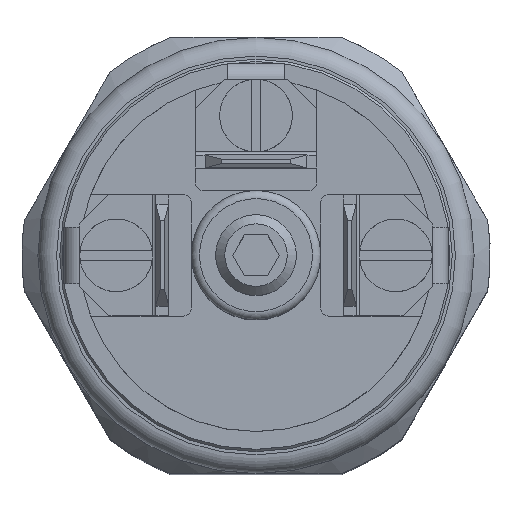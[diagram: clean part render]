
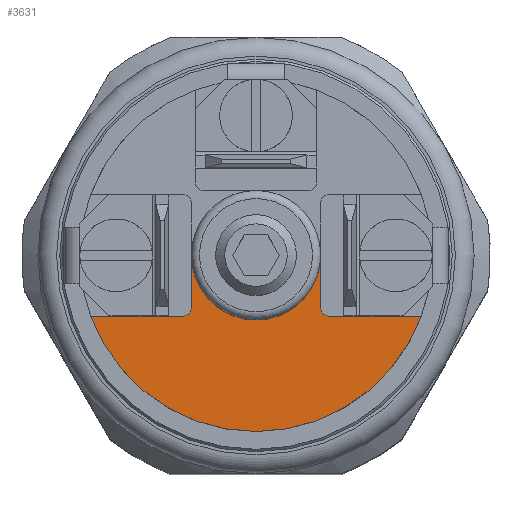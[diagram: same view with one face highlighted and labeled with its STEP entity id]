
A CAD part, top view. The second image highlights one B-rep face of the part: STEP entity #3631.
In plain terms, the highlighted planar face has unit normal (0, 0, 1).
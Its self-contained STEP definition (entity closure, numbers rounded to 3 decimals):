
#181=LINE('',#5998,#472);
#182=LINE('',#6000,#473);
#183=LINE('',#6004,#474);
#184=LINE('',#6008,#475);
#472=VECTOR('',#4552,3.255);
#473=VECTOR('',#4553,3.255);
#474=VECTOR('',#4556,5.733);
#475=VECTOR('',#4559,5.733);
#896=FACE_OUTER_BOUND('',#1156,.T.);
#1156=EDGE_LOOP('',(#2689,#2690,#2691,#2692,#2693,#2694,#2695,#2696));
#1405=CIRCLE('',#3931,4.);
#1413=CIRCLE('',#3950,0.5);
#1414=CIRCLE('',#3951,10.9);
#1415=CIRCLE('',#3952,0.5);
#1599=VERTEX_POINT('',#5934);
#1601=VERTEX_POINT('',#5937);
#1621=VERTEX_POINT('',#5997);
#1622=VERTEX_POINT('',#5999);
#1623=VERTEX_POINT('',#6001);
#1624=VERTEX_POINT('',#6003);
#1625=VERTEX_POINT('',#6005);
#1626=VERTEX_POINT('',#6007);
#1984=EDGE_CURVE('',#1601,#1599,#1405,.T.);
#2012=EDGE_CURVE('',#1599,#1621,#181,.T.);
#2013=EDGE_CURVE('',#1622,#1601,#182,.T.);
#2014=EDGE_CURVE('',#1623,#1622,#1413,.T.);
#2015=EDGE_CURVE('',#1624,#1623,#183,.T.);
#2016=EDGE_CURVE('',#1624,#1625,#1414,.T.);
#2017=EDGE_CURVE('',#1626,#1625,#184,.T.);
#2018=EDGE_CURVE('',#1621,#1626,#1415,.T.);
#2689=ORIENTED_EDGE('',*,*,#2012,.F.);
#2690=ORIENTED_EDGE('',*,*,#1984,.F.);
#2691=ORIENTED_EDGE('',*,*,#2013,.F.);
#2692=ORIENTED_EDGE('',*,*,#2014,.F.);
#2693=ORIENTED_EDGE('',*,*,#2015,.F.);
#2694=ORIENTED_EDGE('',*,*,#2016,.T.);
#2695=ORIENTED_EDGE('',*,*,#2017,.F.);
#2696=ORIENTED_EDGE('',*,*,#2018,.F.);
#3371=PLANE('',#3949);
#3631=ADVANCED_FACE('',(#896),#3371,.T.);
#3931=AXIS2_PLACEMENT_3D('',#5939,#4494,#4495);
#3949=AXIS2_PLACEMENT_3D('',#5996,#4550,#4551);
#3950=AXIS2_PLACEMENT_3D('',#6002,#4554,#4555);
#3951=AXIS2_PLACEMENT_3D('',#6006,#4557,#4558);
#3952=AXIS2_PLACEMENT_3D('',#6009,#4560,#4561);
#4494=DIRECTION('center_axis',(0.,0.,1.));
#4495=DIRECTION('ref_axis',(1.,0.,0.));
#4550=DIRECTION('center_axis',(0.,0.,1.));
#4551=DIRECTION('ref_axis',(1.,0.,0.));
#4552=DIRECTION('',(0.,-1.,0.));
#4553=DIRECTION('',(0.,1.,0.));
#4554=DIRECTION('center_axis',(0.,0.,1.));
#4555=DIRECTION('ref_axis',(1.,0.,0.));
#4556=DIRECTION('',(1.,0.,0.));
#4557=DIRECTION('center_axis',(0.,0.,1.));
#4558=DIRECTION('ref_axis',(1.,0.,0.));
#4559=DIRECTION('',(1.,0.,0.));
#4560=DIRECTION('center_axis',(0.,0.,1.));
#4561=DIRECTION('ref_axis',(1.,0.,0.));
#5934=CARTESIAN_POINT('',(4.,0.,41.));
#5937=CARTESIAN_POINT('',(-4.,0.,41.));
#5939=CARTESIAN_POINT('Origin',(0.,0.,41.));
#5996=CARTESIAN_POINT('Origin',(4.,0.,41.));
#5997=CARTESIAN_POINT('',(4.,-3.255,41.));
#5998=CARTESIAN_POINT('',(4.,-3.255,41.));
#5999=CARTESIAN_POINT('',(-4.,-3.255,41.));
#6000=CARTESIAN_POINT('',(-4.,0.,41.));
#6001=CARTESIAN_POINT('',(-4.5,-3.755,41.));
#6002=CARTESIAN_POINT('Origin',(-4.5,-3.255,41.));
#6003=CARTESIAN_POINT('',(-10.233,-3.755,41.));
#6004=CARTESIAN_POINT('',(-4.5,-3.755,41.));
#6005=CARTESIAN_POINT('',(10.233,-3.755,41.));
#6006=CARTESIAN_POINT('Origin',(0.,0.,41.));
#6007=CARTESIAN_POINT('',(4.5,-3.755,41.));
#6008=CARTESIAN_POINT('',(10.233,-3.755,41.));
#6009=CARTESIAN_POINT('Origin',(4.5,-3.255,41.));
